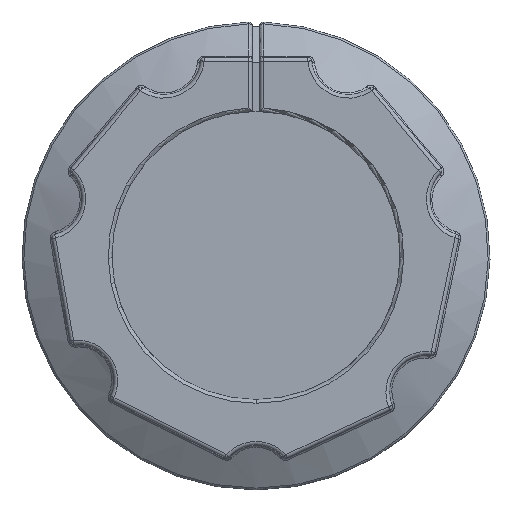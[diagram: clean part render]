
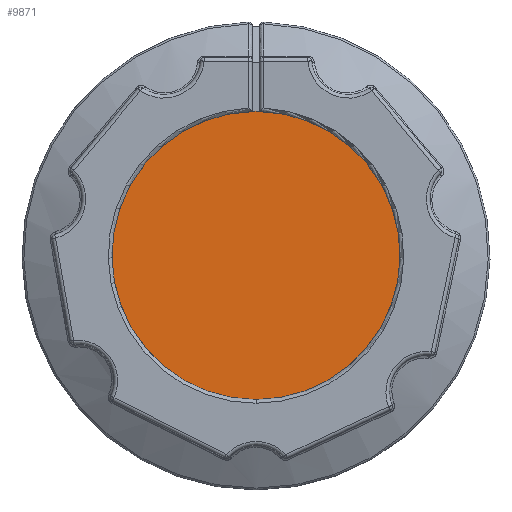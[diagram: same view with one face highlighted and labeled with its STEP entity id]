
A CAD part, top view. The second image highlights one B-rep face of the part: STEP entity #9871.
In plain terms, the highlighted planar face has unit normal (0, 0, 1).
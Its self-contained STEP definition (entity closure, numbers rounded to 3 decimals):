
#9846=CARTESIAN_POINT('',(7.912,0.0,13.98));
#9847=VERTEX_POINT('',#9846);
#9848=CARTESIAN_POINT('',(0.0,0.0,13.98));
#9849=DIRECTION('',(0.0,0.0,1.0));
#9850=DIRECTION('',(1.0,0.0,-0.0));
#9851=AXIS2_PLACEMENT_3D('',#9848,#9849,#9850);
#9852=CIRCLE('',#9851,7.912);
#9853=EDGE_CURVE('n� 4',#9847,#9847,#9852,.T.);
#9863=ORIENTED_EDGE('',*,*,#9853,.T.);
#9864=EDGE_LOOP('',(#9863));
#9865=FACE_OUTER_BOUND('',#9864,.T.);
#9866=CARTESIAN_POINT('',(0.0,0.0,13.98));
#9867=DIRECTION('',(0.0,0.0,1.0));
#9868=DIRECTION('',(1.0,0.0,-0.0));
#9869=AXIS2_PLACEMENT_3D('',#9866,#9867,#9868);
#9870=PLANE('',#9869);
#9871=ADVANCED_FACE('n� 1',(#9865),#9870,.T.);
